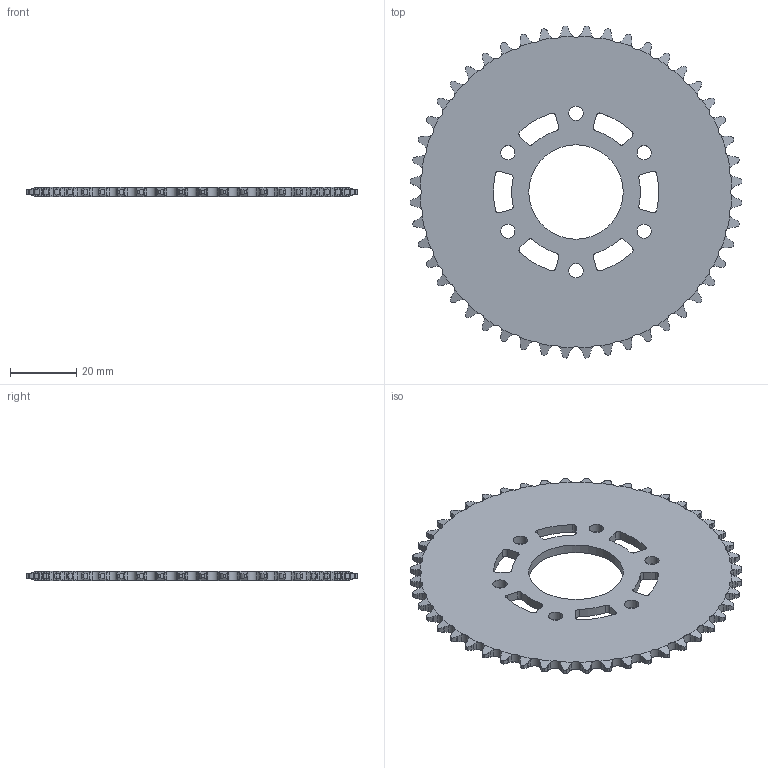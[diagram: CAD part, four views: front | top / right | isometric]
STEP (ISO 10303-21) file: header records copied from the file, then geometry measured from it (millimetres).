
FILE_DESCRIPTION (( 'STEP AP203' ), '1' );
FILE_NAME ('217-2634.20121204.STEP', '2012-12-04T23:49:03', ( 'svradm' ), ( 'Microsoft' ), 'SwSTEP 2.0', 'SolidWorks 2012', '' );
FILE_SCHEMA (( 'CONFIG_CONTROL_DESIGN' ));
Length unit declared in the file: inch
Products named in the file (1): 217-2634.20121204
Bounding box: 100.52 x 100.52 x 2.79 mm (x, y, z)
Volume: 17149.2 mm3; surface area: 14547.9 mm2
Topology: 1 solids, 1 shells, 579 faces, 1731 edges, 1154 vertices
Faces by surface type: cylinder 373, plane 110, cone 96
Entity records: 20814 total; most frequent: CARTESIAN_POINT 6269, ORIENTED_EDGE 3462, DIRECTION 2509, EDGE_CURVE 1731, VERTEX_POINT 1154, AXIS2_PLACEMENT_3D 1002, B_SPLINE_CURVE_WITH_KNOTS 804, EDGE_LOOP 605
